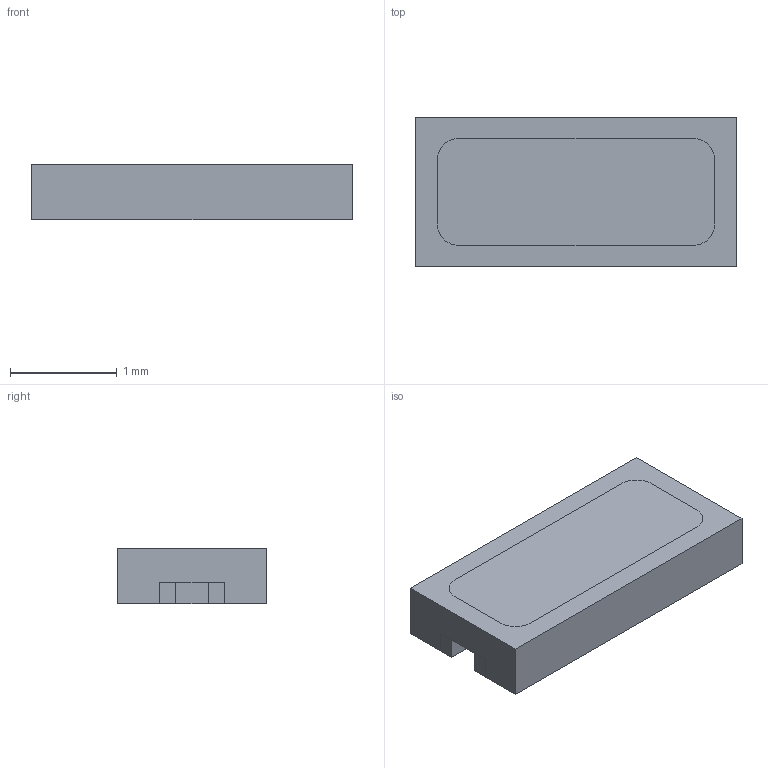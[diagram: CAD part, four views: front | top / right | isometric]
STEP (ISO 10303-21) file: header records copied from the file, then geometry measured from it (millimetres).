
FILE_DESCRIPTION(('FreeCAD Model'),'2;1');
FILE_NAME('LED_xxxx157x.step','2016-12-11T18:51:13',('Author'),('') ,'Open CASCADE STEP processor 6.8','FreeCAD','Unknown');
FILE_SCHEMA(('AUTOMOTIVE_DESIGN_CC2 { 1 2 10303 214 -1 1 5 4 }'));
Length unit declared in the file: millimetre
Products named in the file (2): ASSEMBLY; LED_xxxx157x
Assembly tree (1 placements, depth 2):
  ASSEMBLY
    LED_xxxx157x
Bounding box: 3 x 1.4 x 0.52 mm (x, y, z)
Volume: 1.9 mm3; surface area: 25 mm2
Topology: 4 solids, 4 shells, 73 faces, 188 edges, 120 vertices
Faces by surface type: plane 65, cylinder 8
Entity records: 5169 total; most frequent: CARTESIAN_POINT 771, DIRECTION 732, LINE 524, VECTOR 524, ORIENTED_EDGE 376, PCURVE 376, DEFINITIONAL_REPRESENTATION 376, EDGE_CURVE 188
